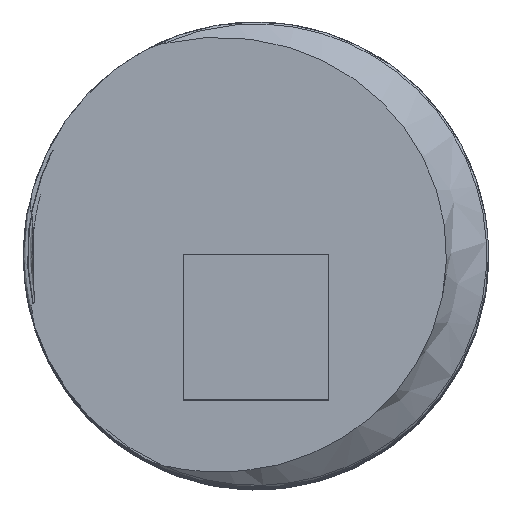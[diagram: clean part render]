
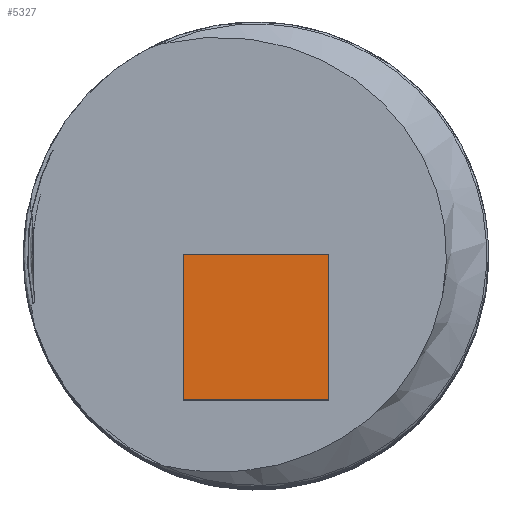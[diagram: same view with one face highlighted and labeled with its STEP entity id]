
A CAD part, top view. The second image highlights one B-rep face of the part: STEP entity #5327.
In plain terms, the highlighted planar face has unit normal (0, 0, 1).
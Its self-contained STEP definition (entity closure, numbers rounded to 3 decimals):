
#170 = VERTEX_POINT ( 'NONE', #10539 ) ;
#212 = LINE ( 'NONE', #5757, #8296 ) ;
#724 = EDGE_CURVE ( 'NONE', #3894, #10761, #9811, .T. ) ;
#1093 = EDGE_CURVE ( 'NONE', #170, #3894, #10937, .T. ) ;
#1183 = LINE ( 'NONE', #7686, #4017 ) ;
#2297 = VERTEX_POINT ( 'NONE', #5486 ) ;
#2744 = DIRECTION ( 'NONE',  ( 0., 1., 0. ) ) ;
#3485 = AXIS2_PLACEMENT_3D ( 'NONE', #10530, #4442, #11512 ) ;
#3894 = VERTEX_POINT ( 'NONE', #12061 ) ;
#4017 = VECTOR ( 'NONE', #10664, 1000. ) ;
#4442 = DIRECTION ( 'NONE',  ( 0., 0., 1. ) ) ;
#5327 = ADVANCED_FACE ( 'NONE', ( #11607 ), #7585, .T. ) ;
#5486 = CARTESIAN_POINT ( 'NONE',  ( 2.5, -5., 2.5 ) ) ;
#5757 = CARTESIAN_POINT ( 'NONE',  ( 2.5, -5., 2.5 ) ) ;
#6166 = VECTOR ( 'NONE', #11769, 1000. ) ;
#7085 = ORIENTED_EDGE ( 'NONE', *, *, #8144, .T. ) ;
#7239 = ORIENTED_EDGE ( 'NONE', *, *, #7473, .T. ) ;
#7473 = EDGE_CURVE ( 'NONE', #170, #2297, #1183, .T. ) ;
#7585 = PLANE ( 'NONE',  #3485 ) ;
#7686 = CARTESIAN_POINT ( 'NONE',  ( -2.5, -5., 2.5 ) ) ;
#7720 = ORIENTED_EDGE ( 'NONE', *, *, #1093, .F. ) ;
#8144 = EDGE_CURVE ( 'NONE', #2297, #10761, #212, .T. ) ;
#8232 = ORIENTED_EDGE ( 'NONE', *, *, #724, .F. ) ;
#8296 = VECTOR ( 'NONE', #2744, 1000. ) ;
#8399 = VECTOR ( 'NONE', #12179, 1000. ) ;
#8869 = EDGE_LOOP ( 'NONE', ( #8232, #7720, #7239, #7085 ) ) ;
#9811 = LINE ( 'NONE', #11522, #6166 ) ;
#10530 = CARTESIAN_POINT ( 'NONE',  ( -2.5, -5., 2.5 ) ) ;
#10539 = CARTESIAN_POINT ( 'NONE',  ( -2.5, -5., 2.5 ) ) ;
#10664 = DIRECTION ( 'NONE',  ( 1., 0., 0. ) ) ;
#10761 = VERTEX_POINT ( 'NONE', #10817 ) ;
#10817 = CARTESIAN_POINT ( 'NONE',  ( 2.5, 0., 2.5 ) ) ;
#10937 = LINE ( 'NONE', #12615, #8399 ) ;
#11512 = DIRECTION ( 'NONE',  ( 1., 0., 0. ) ) ;
#11522 = CARTESIAN_POINT ( 'NONE',  ( -2.5, 0., 2.5 ) ) ;
#11607 = FACE_OUTER_BOUND ( 'NONE', #8869, .T. ) ;
#11769 = DIRECTION ( 'NONE',  ( 1., 0., 0. ) ) ;
#12061 = CARTESIAN_POINT ( 'NONE',  ( -2.5, 0., 2.5 ) ) ;
#12179 = DIRECTION ( 'NONE',  ( 0., 1., 0. ) ) ;
#12615 = CARTESIAN_POINT ( 'NONE',  ( -2.5, -5., 2.5 ) ) ;
